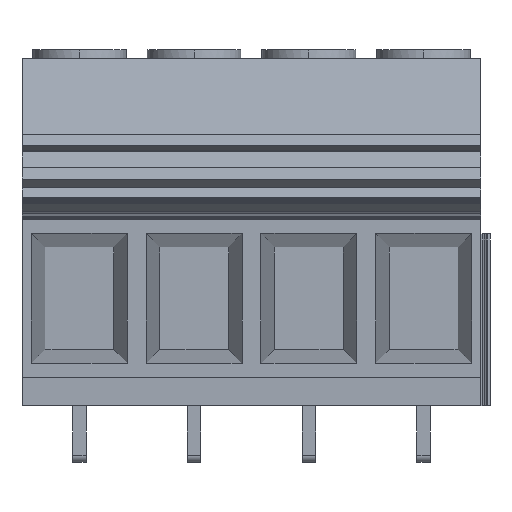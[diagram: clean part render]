
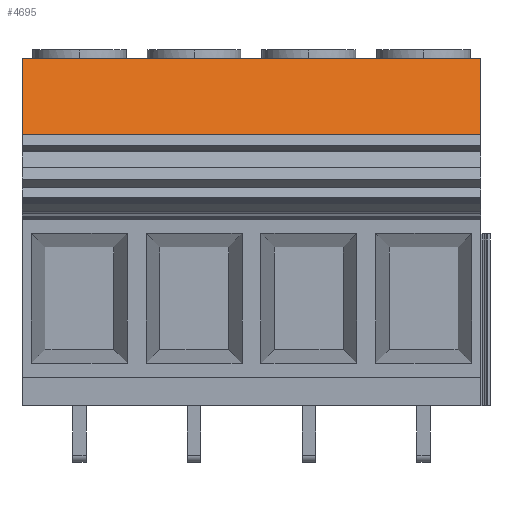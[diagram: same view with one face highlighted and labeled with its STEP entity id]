
A CAD part, front view. The second image highlights one B-rep face of the part: STEP entity #4695.
In plain terms, the highlighted planar face has unit normal (0, -0.966, 0.259).
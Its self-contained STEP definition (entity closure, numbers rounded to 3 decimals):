
#4682=AXIS2_PLACEMENT_3D('Plane Axis2P3D',#4679,#4680,#4681) ;
#1928=CARTESIAN_POINT('Vertex',(0.,6.947,28.966)) ;
#1931=CARTESIAN_POINT('Line Origine',(0.,7.853,32.346)) ;
#1935=CARTESIAN_POINT('Vertex',(0.,8.758,35.725)) ;
#2638=CARTESIAN_POINT('Vertex',(40.64,8.758,35.725)) ;
#2641=CARTESIAN_POINT('Line Origine',(40.64,7.853,32.346)) ;
#2645=CARTESIAN_POINT('Vertex',(40.64,6.947,28.966)) ;
#4667=CARTESIAN_POINT('Line Origine',(20.32,6.947,28.966)) ;
#4679=CARTESIAN_POINT('Axis2P3D Location',(0.,8.758,35.725)) ;
#4684=CARTESIAN_POINT('Line Origine',(20.32,8.758,35.725)) ;
#1932=DIRECTION('Vector Direction',(0.,-0.259,-0.966)) ;
#2642=DIRECTION('Vector Direction',(0.,-0.259,-0.966)) ;
#4668=DIRECTION('Vector Direction',(1.,0.,0.)) ;
#4680=DIRECTION('Axis2P3D Direction',(0.,-0.966,0.259)) ;
#4681=DIRECTION('Axis2P3D XDirection',(0.,-0.259,-0.966)) ;
#4685=DIRECTION('Vector Direction',(1.,0.,0.)) ;
#1933=VECTOR('Line Direction',#1932,1.) ;
#2643=VECTOR('Line Direction',#2642,1.) ;
#4669=VECTOR('Line Direction',#4668,1.) ;
#4686=VECTOR('Line Direction',#4685,1.) ;
#4690=ORIENTED_EDGE('',*,*,#2647,.T.) ;
#4691=ORIENTED_EDGE('',*,*,#4688,.F.) ;
#4692=ORIENTED_EDGE('',*,*,#1937,.F.) ;
#4693=ORIENTED_EDGE('',*,*,#4671,.T.) ;
#4695=ADVANCED_FACE('_LUP 10.16/04/90V 5.0SN BK BX 2013870000',(#4694),#4683,.T.) ;
#1937=EDGE_CURVE('',#1929,#1936,#1934,.F.) ;
#2647=EDGE_CURVE('',#2646,#2639,#2644,.F.) ;
#4671=EDGE_CURVE('',#1929,#2646,#4670,.T.) ;
#4688=EDGE_CURVE('',#1936,#2639,#4687,.T.) ;
#4689=EDGE_LOOP('',(#4690,#4691,#4692,#4693)) ;
#4694=FACE_OUTER_BOUND('',#4689,.T.) ;
#1934=LINE('Line',#1931,#1933) ;
#2644=LINE('Line',#2641,#2643) ;
#4670=LINE('Line',#4667,#4669) ;
#4687=LINE('Line',#4684,#4686) ;
#4683=PLANE('',#4682) ;
#1929=VERTEX_POINT('',#1928) ;
#1936=VERTEX_POINT('',#1935) ;
#2639=VERTEX_POINT('',#2638) ;
#2646=VERTEX_POINT('',#2645) ;
